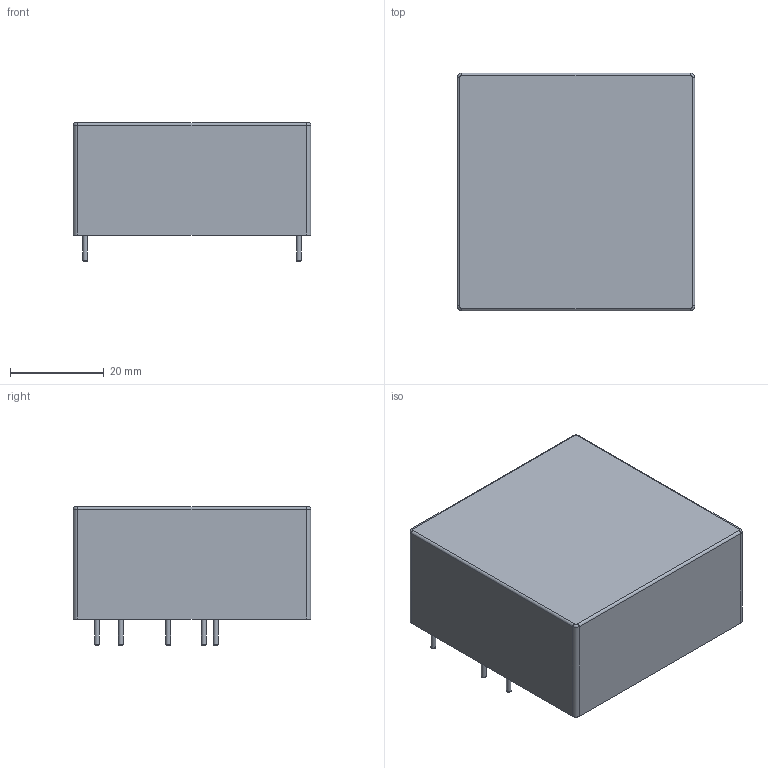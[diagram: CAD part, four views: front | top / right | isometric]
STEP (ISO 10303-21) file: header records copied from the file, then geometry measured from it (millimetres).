
FILE_DESCRIPTION(/* description */ ('model of Converter_DCDC_Cincon_EC6Cxx_Single_THT'),/* implementation_level */ '2;1');
FILE_NAME(/* name */ 'Converter_DCDC_Cincon_EC6Cxx_Single_THT.step',/* time_stamp */ '2018-03-25T16:12:22',/* author */ ('kicad StepUp','ksu'),/* organization */ ('FreeCAD'),/* preprocessor_version */ 'OCC',/* originating_system */ 'kicad StepUp',/* authorisation */ '');
FILE_SCHEMA(('AUTOMOTIVE_DESIGN { 1 0 10303 214 1 1 1 1 }'));
Length unit declared in the file: millimetre
Products named in the file (5): ASSEMBLY; Converter_DCDC_Cincon_EC6Cxx_Single_THT001; Shape0_277207589096; Shape0_516047539472; Converter_DCDC_Cincon_EC6Cxx_Single_THT
Assembly tree (4 placements, depth 2):
  ASSEMBLY
    Converter_DCDC_Cincon_EC6Cxx_Single_THT001
    Shape0_277207589096
    Shape0_516047539472
    Converter_DCDC_Cincon_EC6Cxx_Single_THT
Bounding box: 50.8 x 50.8 x 29.6 mm (x, y, z)
Surface area: 20021.3 mm2
Topology: 9 solids, 9 shells, 66 faces, 122 edges, 74 vertices
Faces by surface type: plane 30, cylinder 22, torus 14
Full cylindrical faces by diameter (mm): 1.02 x6
Entity records: 1787 total; most frequent: DIRECTION 328, CARTESIAN_POINT 267, ORIENTED_EDGE 244, AXIS2_PLACEMENT_3D 135, EDGE_CURVE 122, VERTEX_POINT 74, ADVANCED_FACE 66, FACE_BOUND 66
